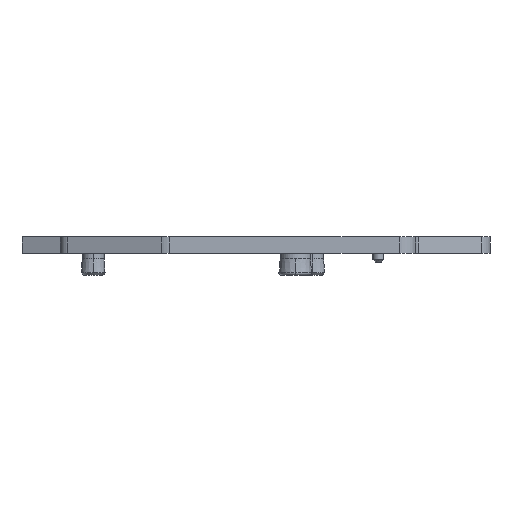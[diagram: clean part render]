
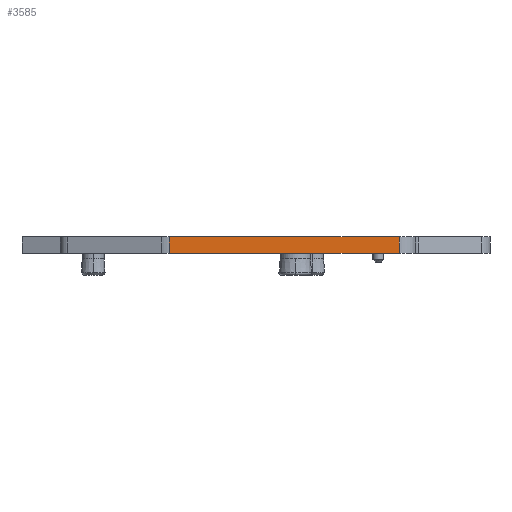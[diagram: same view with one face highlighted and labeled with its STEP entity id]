
A CAD part, left-side view. The second image highlights one B-rep face of the part: STEP entity #3585.
In plain terms, the highlighted planar face has unit normal (-1, 0, 0).
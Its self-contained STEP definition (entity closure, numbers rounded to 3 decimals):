
#163=DIRECTION('',(0.,0.,-1.));
#164=VECTOR('',#163,1.5);
#165=CARTESIAN_POINT('',(-40.,11.3,1.5));
#166=LINE('',#165,#164);
#177=DIRECTION('',(0.,1.,0.));
#178=VECTOR('',#177,21.031);
#179=CARTESIAN_POINT('',(-40.,11.3,1.5));
#180=LINE('',#179,#178);
#184=DIRECTION('',(0.,0.,1.));
#185=VECTOR('',#184,1.5);
#186=CARTESIAN_POINT('',(-40.,32.331,0.));
#187=LINE('',#186,#185);
#277=DIRECTION('',(0.,1.,0.));
#278=VECTOR('',#277,21.031);
#279=CARTESIAN_POINT('',(-40.,11.3,0.));
#280=LINE('',#279,#278);
#3312=CARTESIAN_POINT('',(-40.,11.3,1.5));
#3313=CARTESIAN_POINT('',(-40.,32.331,1.5));
#3314=VERTEX_POINT('',#3312);
#3315=VERTEX_POINT('',#3313);
#3316=CARTESIAN_POINT('',(-40.,11.3,0.));
#3317=VERTEX_POINT('',#3316);
#3318=CARTESIAN_POINT('',(-40.,32.331,0.));
#3319=VERTEX_POINT('',#3318);
#3571=CARTESIAN_POINT('',(-40.,3.3,0.));
#3572=DIRECTION('',(1.,0.,0.));
#3573=DIRECTION('',(0.,-1.,0.));
#3574=AXIS2_PLACEMENT_3D('',#3571,#3572,#3573);
#3575=PLANE('',#3574);
#3577=ORIENTED_EDGE('',*,*,#3576,.T.);
#3579=ORIENTED_EDGE('',*,*,#3578,.F.);
#3580=ORIENTED_EDGE('',*,*,#3554,.T.);
#3582=ORIENTED_EDGE('',*,*,#3581,.T.);
#3583=EDGE_LOOP('',(#3577,#3579,#3580,#3582));
#3584=FACE_OUTER_BOUND('',#3583,.F.);
#3554=EDGE_CURVE('',#3314,#3317,#166,.T.);
#3576=EDGE_CURVE('',#3319,#3315,#187,.T.);
#3578=EDGE_CURVE('',#3314,#3315,#180,.T.);
#3581=EDGE_CURVE('',#3317,#3319,#280,.T.);
#3585=ADVANCED_FACE('',(#3584),#3575,.F.);
